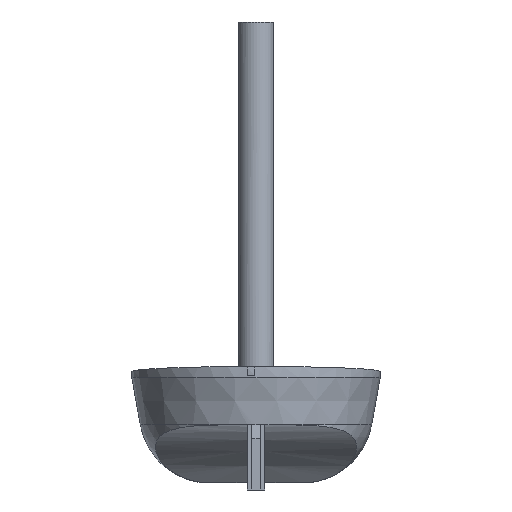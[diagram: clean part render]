
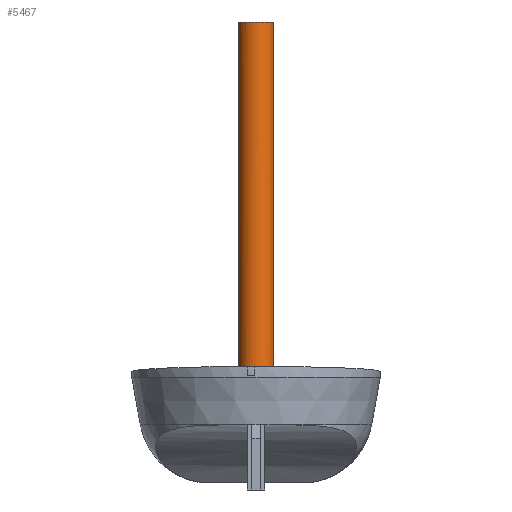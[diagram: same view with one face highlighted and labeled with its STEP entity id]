
A CAD part, left-side view. The second image highlights one B-rep face of the part: STEP entity #5467.
In plain terms, the highlighted cylindrical face has radius 10 mm (diameter 20 mm), a full revolution.
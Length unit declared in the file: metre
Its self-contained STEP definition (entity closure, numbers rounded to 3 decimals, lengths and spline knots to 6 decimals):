
#41=CYLINDRICAL_SURFACE('',#5804,0.01);
#61=CIRCLE('',#5777,0.01);
#63=CIRCLE('',#5786,0.01);
#66=CIRCLE('',#5805,0.01);
#67=CIRCLE('',#5806,0.01);
#68=CIRCLE('',#5807,0.01);
#238=ORIENTED_EDGE('',*,*,#1781,.F.);
#239=ORIENTED_EDGE('',*,*,#1782,.F.);
#240=ORIENTED_EDGE('',*,*,#1783,.F.);
#241=ORIENTED_EDGE('',*,*,#1784,.T.);
#242=ORIENTED_EDGE('',*,*,#1684,.F.);
#243=ORIENTED_EDGE('',*,*,#1785,.T.);
#244=ORIENTED_EDGE('',*,*,#1786,.F.);
#245=ORIENTED_EDGE('',*,*,#1728,.F.);
#246=ORIENTED_EDGE('',*,*,#1720,.T.);
#1684=EDGE_CURVE('',#2471,#2467,#61,.F.);
#1720=EDGE_CURVE('',#2507,#2467,#3021,.F.);
#1728=EDGE_CURVE('',#2507,#2511,#63,.F.);
#1781=EDGE_CURVE('',#2549,#2550,#66,.T.);
#1782=EDGE_CURVE('',#2551,#2549,#3079,.T.);
#1783=EDGE_CURVE('',#2552,#2551,#67,.T.);
#1784=EDGE_CURVE('',#2552,#2550,#3080,.T.);
#1785=EDGE_CURVE('',#2471,#2553,#3081,.T.);
#1786=EDGE_CURVE('',#2511,#2553,#68,.F.);
#2467=VERTEX_POINT('',#7588);
#2471=VERTEX_POINT('',#7596);
#2507=VERTEX_POINT('',#7674);
#2511=VERTEX_POINT('',#7683);
#2549=VERTEX_POINT('',#7795);
#2550=VERTEX_POINT('',#7796);
#2551=VERTEX_POINT('',#7798);
#2552=VERTEX_POINT('',#7800);
#2553=VERTEX_POINT('',#7803);
#3021=LINE('',#7673,#3742);
#3079=LINE('',#7797,#3800);
#3080=LINE('',#7801,#3801);
#3081=LINE('',#7802,#3802);
#3742=VECTOR('',#6195,1.);
#3800=VECTOR('',#6297,1.);
#3801=VECTOR('',#6300,1.);
#3802=VECTOR('',#6301,1.);
#4452=EDGE_LOOP('',(#238,#239,#240,#241));
#4453=EDGE_LOOP('',(#242,#243,#244,#245,#246));
#4816=FACE_BOUND('',#4452,.T.);
#4817=FACE_BOUND('',#4453,.T.);
#5467=ADVANCED_FACE('',(#4816,#4817),#41,.T.);
#5777=AXIS2_PLACEMENT_3D('',#7597,#6147,#6148);
#5786=AXIS2_PLACEMENT_3D('',#7689,#6207,#6208);
#5804=AXIS2_PLACEMENT_3D('',#7793,#6293,#6294);
#5805=AXIS2_PLACEMENT_3D('',#7794,#6295,#6296);
#5806=AXIS2_PLACEMENT_3D('',#7799,#6298,#6299);
#5807=AXIS2_PLACEMENT_3D('',#7804,#6302,#6303);
#6147=DIRECTION('',(0.,0.,1.));
#6148=DIRECTION('',(1.,0.,0.));
#6195=DIRECTION('',(0.,0.,-1.));
#6207=DIRECTION('',(0.,0.,1.));
#6208=DIRECTION('',(1.,0.,0.));
#6293=DIRECTION('',(0.,0.,-1.));
#6294=DIRECTION('',(-1.,0.,0.));
#6295=DIRECTION('',(0.,0.,1.));
#6296=DIRECTION('',(1.,0.,0.));
#6297=DIRECTION('',(0.,0.,-1.));
#6298=DIRECTION('',(0.,0.,1.));
#6299=DIRECTION('',(1.,0.,0.));
#6300=DIRECTION('',(0.,0.,-1.));
#6301=DIRECTION('',(0.,0.,-1.));
#6302=DIRECTION('',(0.,0.,1.));
#6303=DIRECTION('',(1.,0.,0.));
#7588=CARTESIAN_POINT('',(-0.05,0.01,0.06));
#7596=CARTESIAN_POINT('',(-0.05,-0.01,0.06));
#7597=CARTESIAN_POINT('',(-0.05,0.,0.06));
#7673=CARTESIAN_POINT('',(-0.05,0.01,0.25));
#7674=CARTESIAN_POINT('',(-0.05,0.01,0.058));
#7683=CARTESIAN_POINT('',(-0.04,0.,0.058));
#7689=CARTESIAN_POINT('',(-0.05,0.,0.058));
#7793=CARTESIAN_POINT('',(-0.05,0.,0.25));
#7794=CARTESIAN_POINT('',(-0.05,0.,0.25));
#7795=CARTESIAN_POINT('',(-0.042,-0.006,0.25));
#7796=CARTESIAN_POINT('',(-0.042,0.006,0.25));
#7797=CARTESIAN_POINT('',(-0.042,-0.006,0.262));
#7798=CARTESIAN_POINT('',(-0.042,-0.006,0.262));
#7799=CARTESIAN_POINT('',(-0.05,0.,0.262));
#7800=CARTESIAN_POINT('',(-0.042,0.006,0.262));
#7801=CARTESIAN_POINT('',(-0.042,0.006,0.262));
#7802=CARTESIAN_POINT('',(-0.05,-0.01,0.25));
#7803=CARTESIAN_POINT('',(-0.05,-0.01,0.058));
#7804=CARTESIAN_POINT('',(-0.05,0.,0.058));
